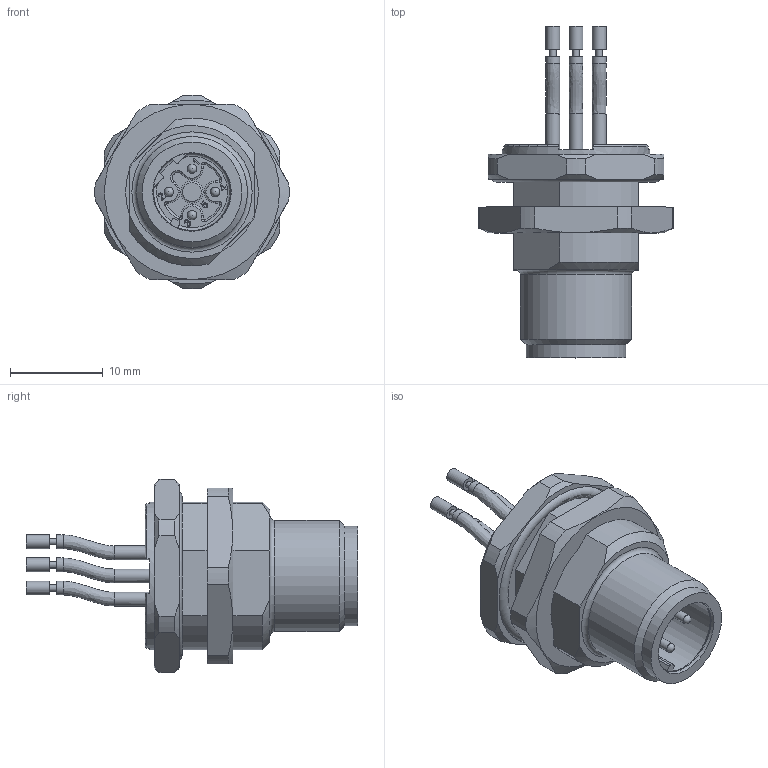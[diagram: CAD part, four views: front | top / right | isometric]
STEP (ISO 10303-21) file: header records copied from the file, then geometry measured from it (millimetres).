
FILE_DESCRIPTION(/* description */ (''),/* implementation_level */ '2;1');
FILE_NAME(/* name */ 'IE-FHM12SUD4-m_M16_stp.stp',/* time_stamp */ '2016-11-16T11:48:05+01:00',/* author */ (''),/* organization */ (''),/* preprocessor_version */ 'ST-DEVELOPER v16',/* originating_system */ 'SIEMENS PLM Software NX 10.0',/* authorisation */ '');
FILE_SCHEMA (('AUTOMOTIVE_DESIGN { 1 0 10303 214 3 1 1 1 }'));
Length unit declared in the file: millimetre
Products named in the file (1): IE-FHM12SUD4-m_M16_stp
Bounding box: 20.99 x 35.85 x 20.89 mm (x, y, z)
Volume: 3700.6 mm3; surface area: 2673.4 mm2
Topology: 1 solids, 1 shells, 273 faces, 743 edges, 491 vertices
Faces by surface type: plane 107, cylinder 78, extrusion 32, torus 22, cone 20, bspline 10, sphere 4
Full cylindrical faces by diameter (mm): 0.7 x4, 1 x4, 1.5 x12, 2 x1, 8.4 x1, 10.8 x1, 12 x1, 16 x1
Entity records: 9127 total; most frequent: CARTESIAN_POINT 2658, ORIENTED_EDGE 1338, DIRECTION 1255, EDGE_CURVE 669, VERTEX_POINT 457, AXIS2_PLACEMENT_3D 450, VECTOR 355, EDGE_LOOP 340
